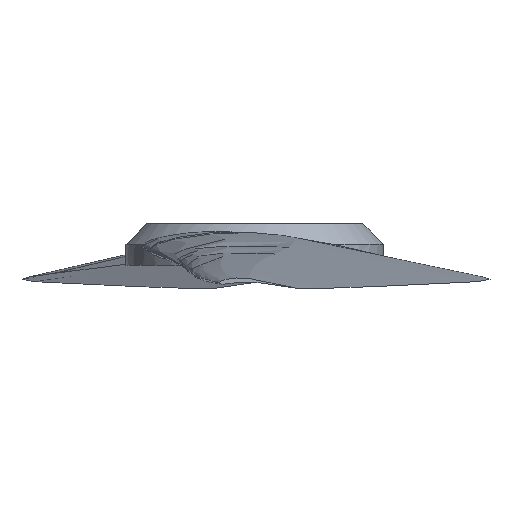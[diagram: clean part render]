
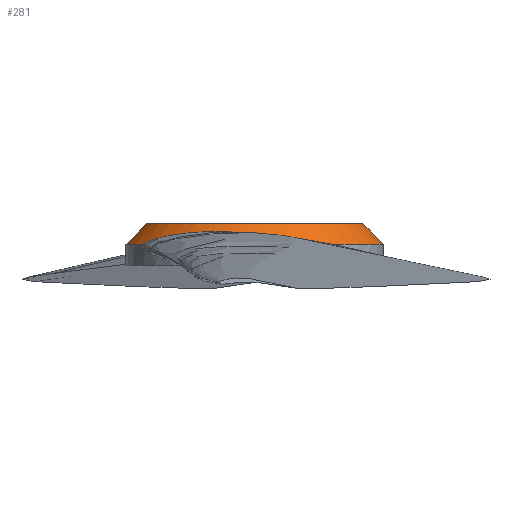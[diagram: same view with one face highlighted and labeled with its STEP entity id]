
A CAD part, left-side view. The second image highlights one B-rep face of the part: STEP entity #281.
In plain terms, the highlighted conical face has half-angle 45 degrees and reference radius 11.5 mm.
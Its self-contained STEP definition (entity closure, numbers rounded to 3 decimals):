
#59=B_SPLINE_CURVE_WITH_KNOTS('',3,(#371,#372,#373,#374,#375,#376,#377,
#378,#379,#380,#381,#382,#383,#384,#385,#386,#387,#388,#389),
 .UNSPECIFIED.,.F.,.F.,(4,3,3,3,3,3,4),(-0.614,-0.467,
-0.37,-0.298,-0.172,-0.083,
-0.045),.UNSPECIFIED.);
#60=B_SPLINE_CURVE_WITH_KNOTS('',3,(#393,#394,#395,#396,#397,#398,#399,
#400,#401,#402,#403,#404,#405,#406,#407,#408,#409,#410,#411,#412),
 .UNSPECIFIED.,.F.,.F.,(4,2,2,2,2,2,2,2,2,4),(-0.618,-0.579,
-0.442,-0.303,-0.161,-0.102,
-0.076,-0.063,-0.052,-0.045),
 .UNSPECIFIED.);
#77=CONICAL_SURFACE('',#304,11.5,0.785);
#79=FACE_BOUND('',#105,.T.);
#84=FACE_OUTER_BOUND('',#104,.T.);
#104=EDGE_LOOP('',(#200));
#105=EDGE_LOOP('',(#201,#202,#203,#204));
#128=CIRCLE('',#305,10.5);
#129=CIRCLE('',#306,12.5);
#130=CIRCLE('',#307,12.5);
#134=VERTEX_POINT('',#367);
#135=VERTEX_POINT('',#369);
#136=VERTEX_POINT('',#370);
#137=VERTEX_POINT('',#390);
#138=VERTEX_POINT('',#392);
#160=EDGE_CURVE('',#134,#134,#128,.T.);
#161=EDGE_CURVE('',#135,#136,#59,.T.);
#162=EDGE_CURVE('',#135,#137,#129,.T.);
#163=EDGE_CURVE('',#138,#137,#60,.T.);
#164=EDGE_CURVE('',#138,#136,#130,.T.);
#200=ORIENTED_EDGE('',*,*,#160,.T.);
#201=ORIENTED_EDGE('',*,*,#161,.F.);
#202=ORIENTED_EDGE('',*,*,#162,.T.);
#203=ORIENTED_EDGE('',*,*,#163,.F.);
#204=ORIENTED_EDGE('',*,*,#164,.T.);
#281=ADVANCED_FACE('',(#84,#79),#77,.T.);
#304=AXIS2_PLACEMENT_3D('',#366,#324,#325);
#305=AXIS2_PLACEMENT_3D('',#368,#326,#327);
#306=AXIS2_PLACEMENT_3D('',#391,#328,#329);
#307=AXIS2_PLACEMENT_3D('',#413,#330,#331);
#324=DIRECTION('center_axis',(0.,0.,-1.));
#325=DIRECTION('ref_axis',(-1.,0.,0.));
#326=DIRECTION('center_axis',(0.,0.,-1.));
#327=DIRECTION('ref_axis',(-1.,0.,0.));
#328=DIRECTION('center_axis',(0.,0.,1.));
#329=DIRECTION('ref_axis',(-1.,0.,0.));
#330=DIRECTION('center_axis',(0.,0.,1.));
#331=DIRECTION('ref_axis',(-1.,0.,0.));
#366=CARTESIAN_POINT('Origin',(24.11,-76.331,3.));
#367=CARTESIAN_POINT('',(34.61,-76.331,4.));
#368=CARTESIAN_POINT('Origin',(24.11,-76.331,4.));
#369=CARTESIAN_POINT('',(12.95,-81.962,2.));
#370=CARTESIAN_POINT('',(17.704,-65.598,2.));
#371=CARTESIAN_POINT('Ctrl Pts',(12.95,-81.962,2.));
#372=CARTESIAN_POINT('Ctrl Pts',(12.445,-80.059,2.407));
#373=CARTESIAN_POINT('Ctrl Pts',(12.344,-78.048,2.776));
#374=CARTESIAN_POINT('Ctrl Pts',(12.618,-76.073,3.006));
#375=CARTESIAN_POINT('Ctrl Pts',(12.799,-74.772,3.157));
#376=CARTESIAN_POINT('Ctrl Pts',(13.136,-73.488,3.242));
#377=CARTESIAN_POINT('Ctrl Pts',(13.608,-72.25,3.233));
#378=CARTESIAN_POINT('Ctrl Pts',(13.959,-71.33,3.227));
#379=CARTESIAN_POINT('Ctrl Pts',(14.375,-70.471,3.169));
#380=CARTESIAN_POINT('Ctrl Pts',(14.794,-69.747,3.092));
#381=CARTESIAN_POINT('Ctrl Pts',(15.53,-68.472,2.958));
#382=CARTESIAN_POINT('Ctrl Pts',(16.292,-67.56,2.781));
#383=CARTESIAN_POINT('Ctrl Pts',(16.855,-66.911,2.61));
#384=CARTESIAN_POINT('Ctrl Pts',(17.251,-66.455,2.49));
#385=CARTESIAN_POINT('Ctrl Pts',(17.558,-66.116,2.366));
#386=CARTESIAN_POINT('Ctrl Pts',(17.679,-65.879,2.228));
#387=CARTESIAN_POINT('Ctrl Pts',(17.73,-65.779,2.17));
#388=CARTESIAN_POINT('Ctrl Pts',(17.758,-65.667,2.087));
#389=CARTESIAN_POINT('Ctrl Pts',(17.704,-65.598,2.));
#390=CARTESIAN_POINT('',(30.047,-87.331,2.));
#391=CARTESIAN_POINT('Origin',(24.11,-76.331,2.));
#392=CARTESIAN_POINT('',(35.386,-70.938,2.));
#393=CARTESIAN_POINT('Ctrl Pts',(35.386,-70.938,2.));
#394=CARTESIAN_POINT('Ctrl Pts',(35.505,-71.428,2.104));
#395=CARTESIAN_POINT('Ctrl Pts',(35.598,-71.925,2.206));
#396=CARTESIAN_POINT('Ctrl Pts',(35.904,-74.231,2.654));
#397=CARTESIAN_POINT('Ctrl Pts',(35.801,-76.066,2.951));
#398=CARTESIAN_POINT('Ctrl Pts',(34.986,-79.675,3.273));
#399=CARTESIAN_POINT('Ctrl Pts',(34.286,-81.435,3.266));
#400=CARTESIAN_POINT('Ctrl Pts',(32.349,-84.646,2.949));
#401=CARTESIAN_POINT('Ctrl Pts',(31.314,-85.691,2.714));
#402=CARTESIAN_POINT('Ctrl Pts',(30.528,-86.507,2.473));
#403=CARTESIAN_POINT('Ctrl Pts',(30.322,-86.72,2.397));
#404=CARTESIAN_POINT('Ctrl Pts',(30.128,-86.968,2.28));
#405=CARTESIAN_POINT('Ctrl Pts',(30.078,-87.04,2.241));
#406=CARTESIAN_POINT('Ctrl Pts',(30.029,-87.141,2.176));
#407=CARTESIAN_POINT('Ctrl Pts',(30.016,-87.178,2.15));
#408=CARTESIAN_POINT('Ctrl Pts',(30.009,-87.24,2.099));
#409=CARTESIAN_POINT('Ctrl Pts',(30.011,-87.265,2.076));
#410=CARTESIAN_POINT('Ctrl Pts',(30.025,-87.304,2.034));
#411=CARTESIAN_POINT('Ctrl Pts',(30.035,-87.319,2.017));
#412=CARTESIAN_POINT('Ctrl Pts',(30.047,-87.331,2.));
#413=CARTESIAN_POINT('Origin',(24.11,-76.331,2.));
